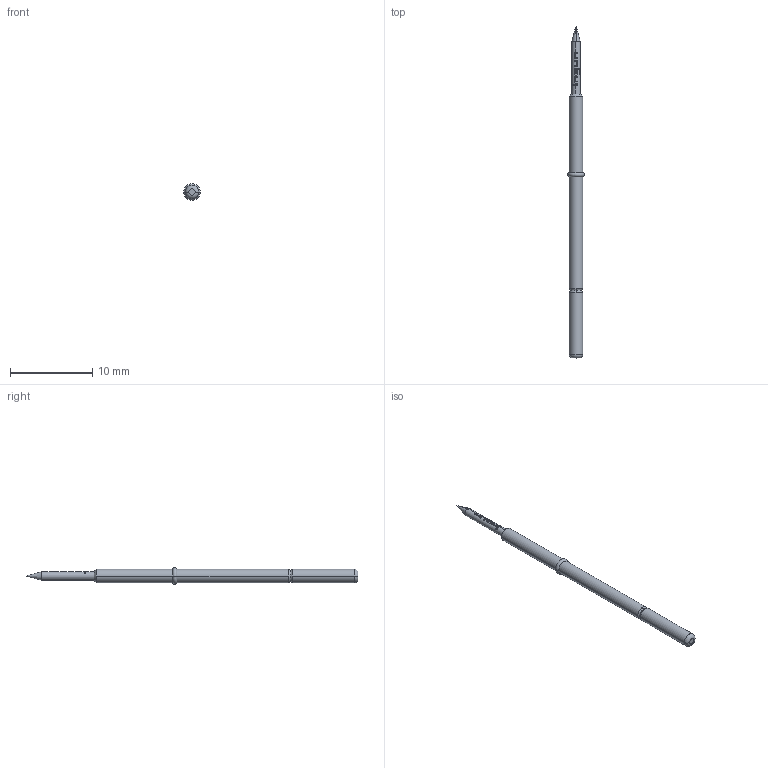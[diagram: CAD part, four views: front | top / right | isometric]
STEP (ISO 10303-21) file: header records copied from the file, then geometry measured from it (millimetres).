
FILE_DESCRIPTION (( 'STEP AP203' ), '1' );
FILE_NAME ('INGUN_GKS-112_201_100_A_xx10.STEP', '2020-07-23T12:42:58', ( '' ), ( '' ), 'SwSTEP 2.0', 'SolidWorks 2018', '' );
FILE_SCHEMA (( 'CONFIG_CONTROL_DESIGN' ));
Length unit declared in the file: millimetre
Products named in the file (1): INGUN_GKS-112_201_100_A_xx10
Bounding box: 2 x 40.3 x 2 mm (x, y, z)
Volume: 73.8 mm3; surface area: 193 mm2
Topology: 1 solids, 1 shells, 94 faces, 261 edges, 169 vertices
Faces by surface type: bspline 54, cylinder 18, plane 10, torus 8, cone 4
Entity records: 4118 total; most frequent: CARTESIAN_POINT 2185, ORIENTED_EDGE 518, EDGE_CURVE 259, B_SPLINE_CURVE_WITH_KNOTS 204, DIRECTION 171, VERTEX_POINT 169, EDGE_LOOP 96, ADVANCED_FACE 94
